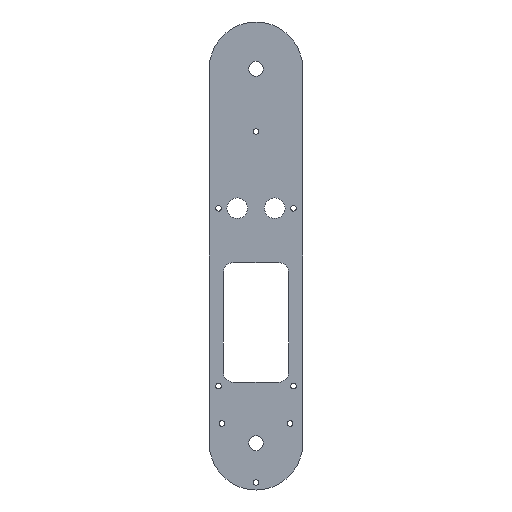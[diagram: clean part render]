
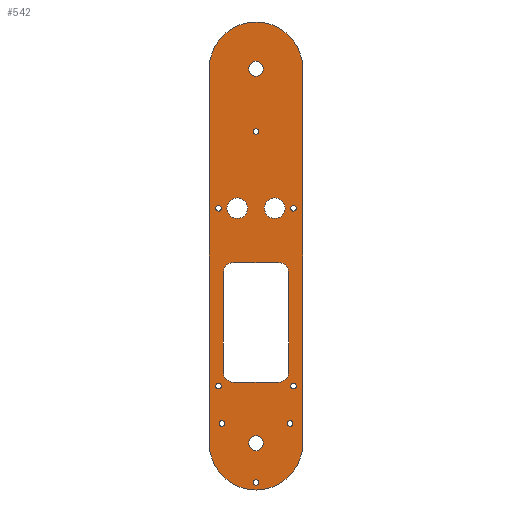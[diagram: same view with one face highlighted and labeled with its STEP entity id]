
A CAD part, front view. The second image highlights one B-rep face of the part: STEP entity #542.
In plain terms, the highlighted planar face has unit normal (0, -1, 0).
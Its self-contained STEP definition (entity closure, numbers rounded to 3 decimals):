
#28=FACE_BOUND('',#114,.T.);
#29=FACE_BOUND('',#115,.T.);
#30=FACE_BOUND('',#116,.T.);
#31=FACE_BOUND('',#117,.T.);
#32=FACE_BOUND('',#118,.T.);
#33=FACE_BOUND('',#119,.T.);
#34=FACE_BOUND('',#120,.T.);
#35=FACE_BOUND('',#121,.T.);
#36=FACE_BOUND('',#122,.T.);
#37=FACE_BOUND('',#123,.T.);
#38=FACE_BOUND('',#124,.T.);
#39=FACE_BOUND('',#125,.T.);
#40=FACE_BOUND('',#126,.T.);
#48=PLANE('',#618);
#74=FACE_OUTER_BOUND('',#113,.T.);
#113=EDGE_LOOP('',(#475,#476,#477,#478));
#114=EDGE_LOOP('',(#479));
#115=EDGE_LOOP('',(#480));
#116=EDGE_LOOP('',(#481));
#117=EDGE_LOOP('',(#482));
#118=EDGE_LOOP('',(#483));
#119=EDGE_LOOP('',(#484));
#120=EDGE_LOOP('',(#485,#486,#487,#488,#489,#490,#491,#492));
#121=EDGE_LOOP('',(#493));
#122=EDGE_LOOP('',(#494));
#123=EDGE_LOOP('',(#495));
#124=EDGE_LOOP('',(#496));
#125=EDGE_LOOP('',(#497));
#126=EDGE_LOOP('',(#498));
#130=LINE('',#799,#166);
#136=LINE('',#814,#172);
#140=LINE('',#826,#176);
#143=LINE('',#835,#179);
#155=LINE('',#905,#191);
#160=LINE('',#919,#196);
#166=VECTOR('',#638,10.);
#172=VECTOR('',#652,10.);
#176=VECTOR('',#664,10.);
#179=VECTOR('',#675,10.);
#191=VECTOR('',#755,10.);
#196=VECTOR('',#768,10.);
#199=CIRCLE('',#558,1.5);
#201=CIRCLE('',#561,5.5);
#203=CIRCLE('',#565,5.5);
#205=CIRCLE('',#569,5.5);
#207=CIRCLE('',#573,5.5);
#209=CIRCLE('',#577,1.5);
#211=CIRCLE('',#580,5.5);
#213=CIRCLE('',#583,5.5);
#215=CIRCLE('',#586,1.5);
#217=CIRCLE('',#589,1.5);
#219=CIRCLE('',#592,1.5);
#221=CIRCLE('',#595,1.5);
#223=CIRCLE('',#598,1.5);
#225=CIRCLE('',#601,1.5);
#228=CIRCLE('',#605,3.95);
#230=CIRCLE('',#608,3.95);
#231=CIRCLE('',#611,25.);
#233=CIRCLE('',#615,25.);
#235=VERTEX_POINT('',#783);
#237=VERTEX_POINT('',#789);
#238=VERTEX_POINT('',#790);
#241=VERTEX_POINT('',#798);
#243=VERTEX_POINT('',#804);
#244=VERTEX_POINT('',#805);
#247=VERTEX_POINT('',#816);
#248=VERTEX_POINT('',#817);
#251=VERTEX_POINT('',#828);
#253=VERTEX_POINT('',#837);
#255=VERTEX_POINT('',#843);
#257=VERTEX_POINT('',#849);
#259=VERTEX_POINT('',#855);
#261=VERTEX_POINT('',#861);
#263=VERTEX_POINT('',#867);
#265=VERTEX_POINT('',#873);
#267=VERTEX_POINT('',#879);
#269=VERTEX_POINT('',#885);
#272=VERTEX_POINT('',#893);
#274=VERTEX_POINT('',#899);
#275=VERTEX_POINT('',#903);
#276=VERTEX_POINT('',#904);
#279=VERTEX_POINT('',#912);
#281=VERTEX_POINT('',#918);
#283=EDGE_CURVE('',#235,#235,#199,.T.);
#286=EDGE_CURVE('',#237,#238,#201,.T.);
#290=EDGE_CURVE('',#241,#238,#130,.T.);
#293=EDGE_CURVE('',#243,#244,#203,.T.);
#298=EDGE_CURVE('',#237,#244,#136,.T.);
#299=EDGE_CURVE('',#247,#248,#205,.T.);
#304=EDGE_CURVE('',#243,#248,#140,.T.);
#305=EDGE_CURVE('',#241,#251,#207,.T.);
#309=EDGE_CURVE('',#247,#251,#143,.T.);
#310=EDGE_CURVE('',#253,#253,#209,.T.);
#313=EDGE_CURVE('',#255,#255,#211,.T.);
#316=EDGE_CURVE('',#257,#257,#213,.T.);
#319=EDGE_CURVE('',#259,#259,#215,.T.);
#322=EDGE_CURVE('',#261,#261,#217,.T.);
#325=EDGE_CURVE('',#263,#263,#219,.T.);
#328=EDGE_CURVE('',#265,#265,#221,.T.);
#331=EDGE_CURVE('',#267,#267,#223,.T.);
#334=EDGE_CURVE('',#269,#269,#225,.T.);
#339=EDGE_CURVE('',#272,#272,#228,.T.);
#342=EDGE_CURVE('',#274,#274,#230,.T.);
#343=EDGE_CURVE('',#275,#276,#155,.T.);
#347=EDGE_CURVE('',#279,#276,#231,.T.);
#350=EDGE_CURVE('',#281,#279,#160,.T.);
#353=EDGE_CURVE('',#275,#281,#233,.T.);
#475=ORIENTED_EDGE('',*,*,#353,.F.);
#476=ORIENTED_EDGE('',*,*,#343,.T.);
#477=ORIENTED_EDGE('',*,*,#347,.F.);
#478=ORIENTED_EDGE('',*,*,#350,.F.);
#479=ORIENTED_EDGE('',*,*,#316,.F.);
#480=ORIENTED_EDGE('',*,*,#283,.T.);
#481=ORIENTED_EDGE('',*,*,#310,.T.);
#482=ORIENTED_EDGE('',*,*,#313,.T.);
#483=ORIENTED_EDGE('',*,*,#319,.T.);
#484=ORIENTED_EDGE('',*,*,#322,.T.);
#485=ORIENTED_EDGE('',*,*,#304,.T.);
#486=ORIENTED_EDGE('',*,*,#299,.F.);
#487=ORIENTED_EDGE('',*,*,#309,.T.);
#488=ORIENTED_EDGE('',*,*,#305,.F.);
#489=ORIENTED_EDGE('',*,*,#290,.T.);
#490=ORIENTED_EDGE('',*,*,#286,.F.);
#491=ORIENTED_EDGE('',*,*,#298,.T.);
#492=ORIENTED_EDGE('',*,*,#293,.F.);
#493=ORIENTED_EDGE('',*,*,#325,.T.);
#494=ORIENTED_EDGE('',*,*,#328,.T.);
#495=ORIENTED_EDGE('',*,*,#331,.T.);
#496=ORIENTED_EDGE('',*,*,#334,.T.);
#497=ORIENTED_EDGE('',*,*,#342,.F.);
#498=ORIENTED_EDGE('',*,*,#339,.F.);
#542=ADVANCED_FACE('',(#74,#28,#29,#30,#31,#32,#33,#34,#35,#36,#37,#38,
#39,#40),#48,.F.);
#558=AXIS2_PLACEMENT_3D('',#784,#623,#624);
#561=AXIS2_PLACEMENT_3D('',#791,#630,#631);
#565=AXIS2_PLACEMENT_3D('',#806,#643,#644);
#569=AXIS2_PLACEMENT_3D('',#818,#655,#656);
#573=AXIS2_PLACEMENT_3D('',#829,#667,#668);
#577=AXIS2_PLACEMENT_3D('',#838,#678,#679);
#580=AXIS2_PLACEMENT_3D('',#844,#685,#686);
#583=AXIS2_PLACEMENT_3D('',#850,#692,#693);
#586=AXIS2_PLACEMENT_3D('',#856,#699,#700);
#589=AXIS2_PLACEMENT_3D('',#862,#706,#707);
#592=AXIS2_PLACEMENT_3D('',#868,#713,#714);
#595=AXIS2_PLACEMENT_3D('',#874,#720,#721);
#598=AXIS2_PLACEMENT_3D('',#880,#727,#728);
#601=AXIS2_PLACEMENT_3D('',#886,#734,#735);
#605=AXIS2_PLACEMENT_3D('',#895,#744,#745);
#608=AXIS2_PLACEMENT_3D('',#901,#751,#752);
#611=AXIS2_PLACEMENT_3D('',#913,#761,#762);
#615=AXIS2_PLACEMENT_3D('',#924,#773,#774);
#618=AXIS2_PLACEMENT_3D('',#927,#779,#780);
#623=DIRECTION('center_axis',(0.,1.,0.));
#624=DIRECTION('ref_axis',(1.,0.,0.));
#630=DIRECTION('center_axis',(0.,-1.,0.));
#631=DIRECTION('ref_axis',(-0.707,0.,0.707));
#638=DIRECTION('',(0.,0.,1.));
#643=DIRECTION('center_axis',(0.,-1.,0.));
#644=DIRECTION('ref_axis',(0.707,0.,0.707));
#652=DIRECTION('',(1.,0.,0.));
#655=DIRECTION('center_axis',(0.,-1.,0.));
#656=DIRECTION('ref_axis',(0.707,0.,-0.707));
#664=DIRECTION('',(0.,0.,-1.));
#667=DIRECTION('center_axis',(0.,-1.,0.));
#668=DIRECTION('ref_axis',(-0.707,0.,-0.707));
#675=DIRECTION('',(-1.,0.,0.));
#678=DIRECTION('center_axis',(0.,1.,0.));
#679=DIRECTION('ref_axis',(1.,0.,0.));
#685=DIRECTION('center_axis',(0.,1.,0.));
#686=DIRECTION('ref_axis',(1.,0.,0.));
#692=DIRECTION('center_axis',(0.,-1.,0.));
#693=DIRECTION('ref_axis',(1.,0.,0.));
#699=DIRECTION('center_axis',(0.,1.,0.));
#700=DIRECTION('ref_axis',(1.,0.,0.));
#706=DIRECTION('center_axis',(0.,1.,0.));
#707=DIRECTION('ref_axis',(1.,0.,0.));
#713=DIRECTION('center_axis',(0.,1.,0.));
#714=DIRECTION('ref_axis',(1.,0.,0.));
#720=DIRECTION('center_axis',(0.,1.,0.));
#721=DIRECTION('ref_axis',(1.,0.,0.));
#727=DIRECTION('center_axis',(0.,1.,0.));
#728=DIRECTION('ref_axis',(1.,0.,0.));
#734=DIRECTION('center_axis',(0.,1.,0.));
#735=DIRECTION('ref_axis',(1.,0.,0.));
#744=DIRECTION('center_axis',(0.,-1.,0.));
#745=DIRECTION('ref_axis',(1.,0.,0.));
#751=DIRECTION('center_axis',(0.,-1.,0.));
#752=DIRECTION('ref_axis',(1.,0.,0.));
#755=DIRECTION('',(0.,0.,-1.));
#761=DIRECTION('center_axis',(0.,1.,0.));
#762=DIRECTION('ref_axis',(1.,0.,0.));
#768=DIRECTION('',(0.,0.,-1.));
#773=DIRECTION('center_axis',(0.,1.,0.));
#774=DIRECTION('ref_axis',(1.,0.,0.));
#779=DIRECTION('center_axis',(0.,1.,0.));
#780=DIRECTION('ref_axis',(1.,0.,0.));
#783=CARTESIAN_POINT('',(-1.5,0.,166.5));
#784=CARTESIAN_POINT('Origin',(0.,0.,166.5));
#789=CARTESIAN_POINT('',(-12.,0.,96.5));
#790=CARTESIAN_POINT('',(-17.5,0.,91.));
#791=CARTESIAN_POINT('Origin',(-12.,0.,91.));
#798=CARTESIAN_POINT('',(-17.5,0.,38.));
#799=CARTESIAN_POINT('',(-17.5,0.,66.25));
#804=CARTESIAN_POINT('',(17.5,0.,91.));
#805=CARTESIAN_POINT('',(12.,0.,96.5));
#806=CARTESIAN_POINT('Origin',(12.,0.,91.));
#814=CARTESIAN_POINT('',(-8.75,0.,96.5));
#816=CARTESIAN_POINT('',(12.,0.,32.5));
#817=CARTESIAN_POINT('',(17.5,0.,38.));
#818=CARTESIAN_POINT('Origin',(12.,0.,38.));
#826=CARTESIAN_POINT('',(17.5,0.,98.25));
#828=CARTESIAN_POINT('',(-12.,0.,32.5));
#829=CARTESIAN_POINT('Origin',(-12.,0.,38.));
#835=CARTESIAN_POINT('',(8.75,0.,32.5));
#837=CARTESIAN_POINT('',(18.5,0.,30.5));
#838=CARTESIAN_POINT('Origin',(20.,0.,30.5));
#843=CARTESIAN_POINT('',(4.5,0.,125.5));
#844=CARTESIAN_POINT('Origin',(10.,0.,125.5));
#849=CARTESIAN_POINT('',(-15.5,0.,125.5));
#850=CARTESIAN_POINT('Origin',(-10.,0.,125.5));
#855=CARTESIAN_POINT('',(18.5,0.,125.5));
#856=CARTESIAN_POINT('Origin',(20.,0.,125.5));
#861=CARTESIAN_POINT('',(-21.5,0.,30.5));
#862=CARTESIAN_POINT('Origin',(-20.,0.,30.5));
#867=CARTESIAN_POINT('',(-21.5,0.,125.5));
#868=CARTESIAN_POINT('Origin',(-20.,0.,125.5));
#873=CARTESIAN_POINT('',(16.687,0.,10.5));
#874=CARTESIAN_POINT('Origin',(18.187,0.,10.5));
#879=CARTESIAN_POINT('',(-19.687,0.,10.5));
#880=CARTESIAN_POINT('Origin',(-18.187,0.,10.5));
#885=CARTESIAN_POINT('',(-1.5,0.,-21.));
#886=CARTESIAN_POINT('Origin',(0.,0.,-21.));
#893=CARTESIAN_POINT('',(-3.95,0.,0.));
#895=CARTESIAN_POINT('Origin',(0.,0.,0.));
#899=CARTESIAN_POINT('',(-3.95,0.,200.));
#901=CARTESIAN_POINT('Origin',(0.,0.,200.));
#903=CARTESIAN_POINT('',(-25.,0.,200.));
#904=CARTESIAN_POINT('',(-25.,0.,0.));
#905=CARTESIAN_POINT('',(-25.,0.,200.));
#912=CARTESIAN_POINT('',(25.,0.,0.));
#913=CARTESIAN_POINT('Origin',(0.,0.,0.));
#918=CARTESIAN_POINT('',(25.,0.,200.));
#919=CARTESIAN_POINT('',(25.,0.,200.));
#924=CARTESIAN_POINT('Origin',(0.,0.,200.));
#927=CARTESIAN_POINT('Origin',(0.,0.,100.));
